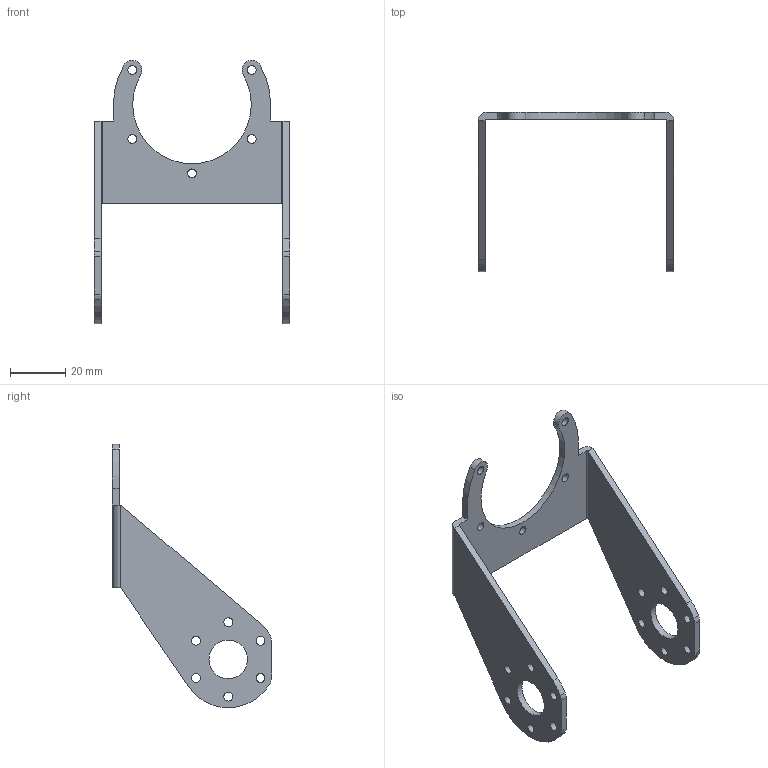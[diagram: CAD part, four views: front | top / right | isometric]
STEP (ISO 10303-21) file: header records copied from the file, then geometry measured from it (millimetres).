
FILE_DESCRIPTION(/* description */ (''),/* implementation_level */ '2;1');
FILE_NAME(/* name */ 'link4-5.step',/* time_stamp */ '2025-09-11T14:04:45+02:00',/* author */ (''),/* organization */ (''),/* preprocessor_version */ 'ST-DEVELOPER v20.1',/* originating_system */ 'Autodesk Translation Framework v14.10.0.0',/* authorisation */ '');
FILE_SCHEMA (('AUTOMOTIVE_DESIGN { 1 0 10303 214 3 1 1 }'));
Length unit declared in the file: millimetre
Products named in the file (2): link4-5 (v0.2); Component2
Assembly tree (1 placements, depth 2):
  link4-5 (v0.2)
    Component2
Bounding box: 71 x 57.69 x 95.49 mm (x, y, z)
Volume: 13997.9 mm3; surface area: 13282.5 mm2
Topology: 1 solids, 1 shells, 53 faces, 145 edges, 94 vertices
Faces by surface type: cylinder 36, plane 17
Full cylindrical faces by diameter (mm): 3.2 x17, 14 x2
Entity records: 1836 total; most frequent: DIRECTION 329, CARTESIAN_POINT 295, ORIENTED_EDGE 290, EDGE_CURVE 145, AXIS2_PLACEMENT_3D 128, VERTEX_POINT 94, EDGE_LOOP 91, LINE 73
